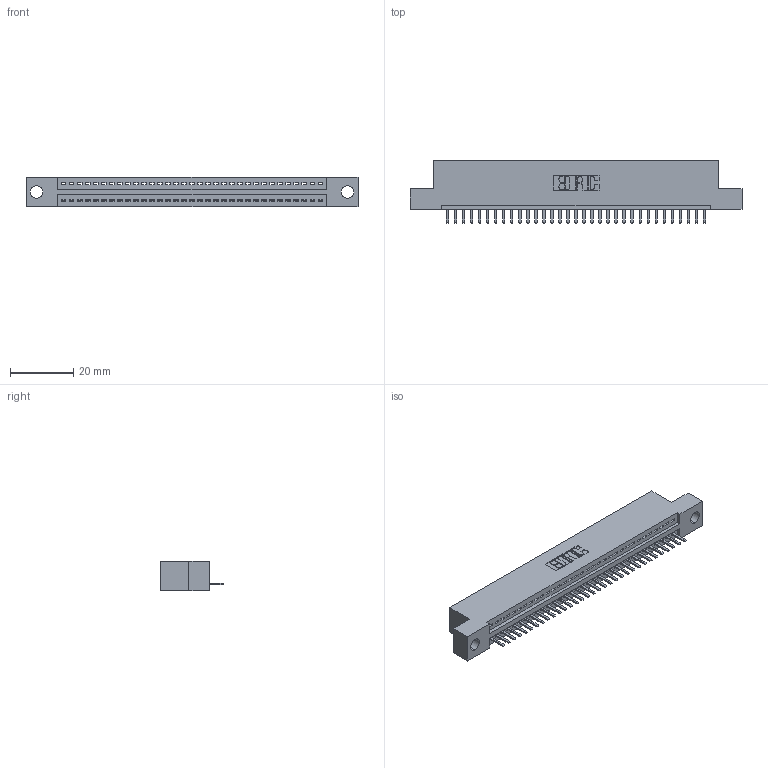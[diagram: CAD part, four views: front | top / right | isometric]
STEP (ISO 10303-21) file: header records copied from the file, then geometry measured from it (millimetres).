
FILE_DESCRIPTION (( 'STEP AP203' ), '1' );
FILE_NAME ('345-033-520-104.STEP', '2021-05-26T14:43:24', ( '' ), ( '' ), 'SwSTEP 2.0', 'SolidWorks 2020', '' );
FILE_SCHEMA (( 'CONFIG_CONTROL_DESIGN' ));
Length unit declared in the file: inch
Products named in the file (3): 345-292-001_345-293-120; 345 Part_Flush Mounting Lugs - 0.156 Dia-TI; 345-033-520-104
Assembly tree (34 placements, depth 2):
  345-033-520-104
    345 Part_Flush Mounting Lugs - 0.156 Dia-TI
    345-292-001_345-293-120  x33
Bounding box: 105.03 x 19.68 x 9.4 mm (x, y, z)
Volume: 9701.2 mm3; surface area: 12301.6 mm2
Topology: 34 solids, 34 shells, 2186 faces, 6449 edges, 4210 vertices
Faces by surface type: plane 1480, cylinder 706
Entity records: 26581 total; most frequent: CARTESIAN_POINT 4625, ORIENTED_EDGE 4578, DIRECTION 4039, EDGE_CURVE 2289, VECTOR 2021, LINE 2021, VERTEX_POINT 1522, AXIS2_PLACEMENT_3D 1009
